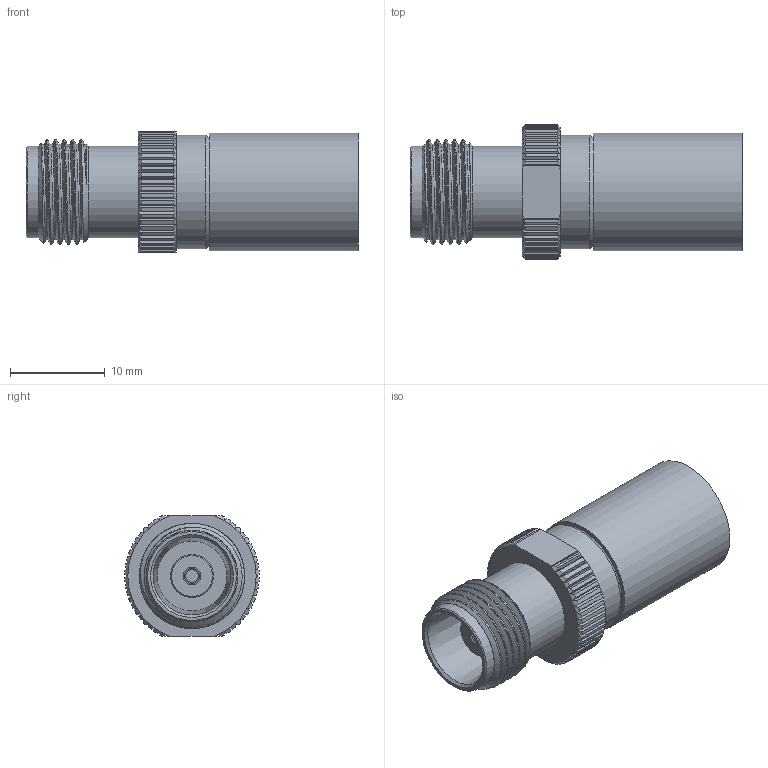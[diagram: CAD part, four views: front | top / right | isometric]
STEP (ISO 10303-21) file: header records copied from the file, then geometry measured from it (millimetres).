
FILE_DESCRIPTION (( 'STEP AP203' ), '1' );
FILE_NAME ('PE45639_3D.step', '2021-07-21T15:19:17', ( '' ), ( '' ), 'SwSTEP 2.0', 'SolidWorks 2021', '' );
FILE_SCHEMA (( 'CONFIG_CONTROL_DESIGN' ));
Length unit declared in the file: inch
Products named in the file (1): PE45639_3D
Bounding box: 35.1 x 14.22 x 12.7 mm (x, y, z)
Volume: 2178.8 mm3; surface area: 3083.6 mm2
Topology: 2 solids, 2 shells, 214 faces, 588 edges, 387 vertices
Faces by surface type: plane 135, cylinder 59, cone 17, bspline 3
Full cylindrical faces by diameter (mm): 1.346 x1, 1.854 x1, 4.572 x1, 6.965 x1, 9.398 x1, 9.652 x2, 11.43 x1, 12.016 x1, 12.446 x1
Entity records: 8460 total; most frequent: CARTESIAN_POINT 3417, ORIENTED_EDGE 1122, DIRECTION 898, EDGE_CURVE 561, VERTEX_POINT 379, AXIS2_PLACEMENT_3D 356, EDGE_LOOP 242, FACE_OUTER_BOUND 223
